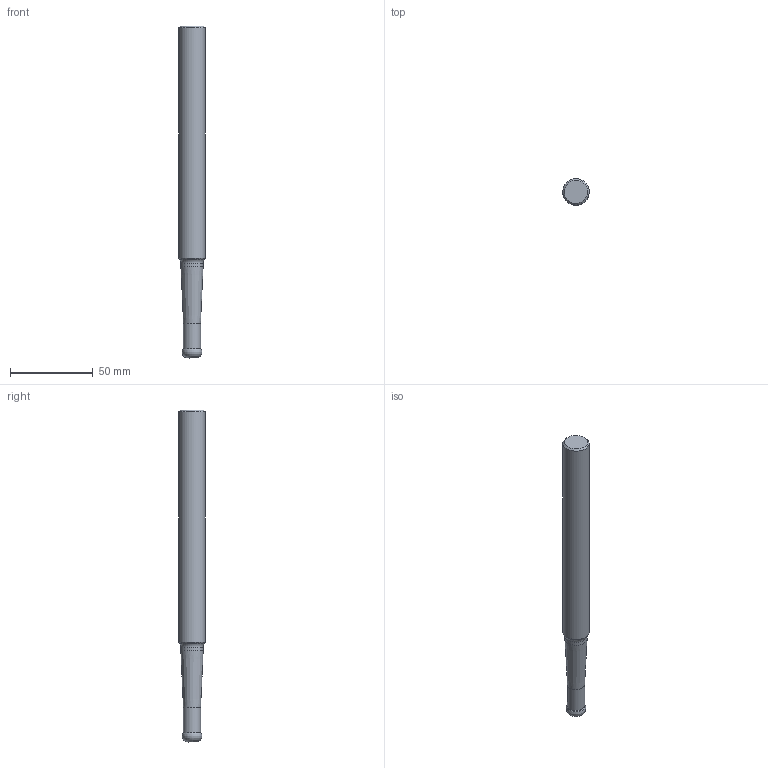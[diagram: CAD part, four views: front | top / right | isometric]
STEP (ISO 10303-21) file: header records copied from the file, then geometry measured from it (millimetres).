
FILE_DESCRIPTION(/* description */ (''),/* implementation_level */ '2;1');
FILE_NAME(/* name */ 'toolassembly_1.stp',/* time_stamp */ '2018-10-19T14:55:38+02:00',/* author */ (''),/* organization */ ('SMS'),/* preprocessor_version */ 'ST-DEVELOPER v15',/* originating_system */ 'SIEMENS PLM Software NX 8.5',/* authorisation */ '');
FILE_SCHEMA (('AUTOMOTIVE_DESIGN { 1 0 10303 214 3 1 1 1 }'));
Length unit declared in the file: millimetre
Products named in the file (4): ASSEMBLY_CONSTRUCTION; CUT_20181019145447; NOCUT_20181019145444; TOOLASSEMBLY_1
Assembly tree (3 placements, depth 2):
  TOOLASSEMBLY_1
    NOCUT_20181019145444
    CUT_20181019145447
    ASSEMBLY_CONSTRUCTION
Bounding box: 15.98 x 15.98 x 200 mm (x, y, z)
Volume: 34988.4 mm3; surface area: 9840.4 mm2
Topology: 2 solids, 2 shells, 14 faces, 27 edges, 23 vertices
Faces by surface type: torus 4, cylinder 3, plane 3, cone 3, bspline 1
Full cylindrical faces by diameter (mm): 10.34 x1, 13.451 x1, 15.991 x1
Entity records: 1169 total; most frequent: CARTESIAN_POINT 756, DIRECTION 72, AXIS2_PLACEMENT_3D 36, EDGE_LOOP 24, ORIENTED_EDGE 24, FACE_BOUND 23, STYLED_ITEM 17, PRESENTATION_STYLE_ASSIGNMENT 17
